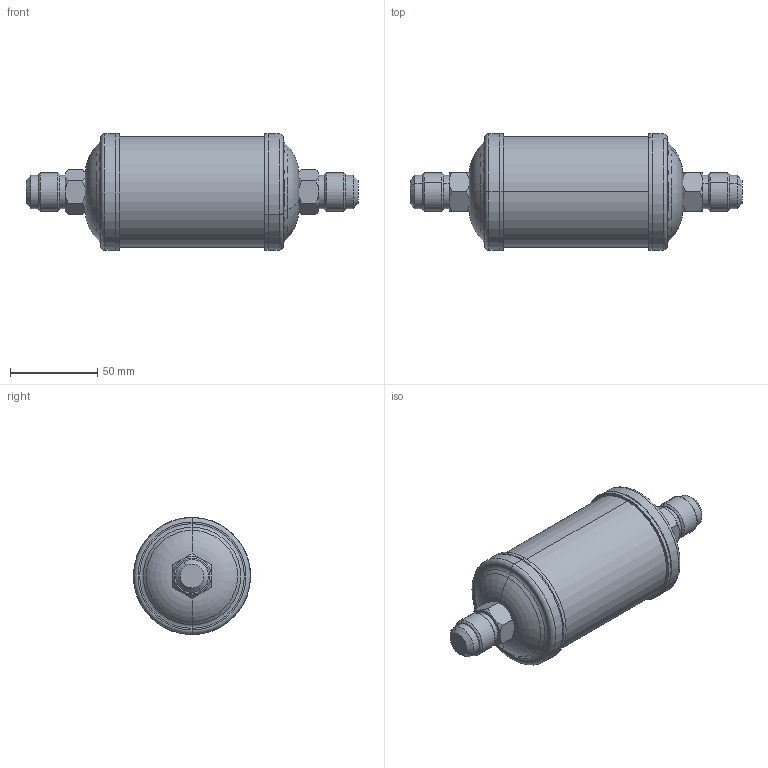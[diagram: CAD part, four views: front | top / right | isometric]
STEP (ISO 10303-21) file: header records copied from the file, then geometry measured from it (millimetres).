
FILE_DESCRIPTION (( 'STEP AP203' ), '1' );
FILE_NAME ('023B7117R - DFL 165 TW.STEP', '2022-11-11T10:20:49', ( '' ), ( '' ), 'SwSTEP 2.0', 'SolidWorks 2020', '' );
FILE_SCHEMA (( 'CONFIG_CONTROL_DESIGN' ));
Length unit declared in the file: millimetre
Products named in the file (1): 023B7117R - DFL 165 TW
Bounding box: 190 x 67 x 67 mm (x, y, z)
Volume: 392664.9 mm3; surface area: 33906.9 mm2
Topology: 1 solids, 1 shells, 106 faces, 224 edges, 130 vertices
Faces by surface type: cone 44, plane 24, cylinder 22, torus 16
Entity records: 3811 total; most frequent: CARTESIAN_POINT 1465, DIRECTION 512, ORIENTED_EDGE 448, AXIS2_PLACEMENT_3D 229, EDGE_CURVE 224, VERTEX_POINT 130, CIRCLE 122, EDGE_LOOP 116
